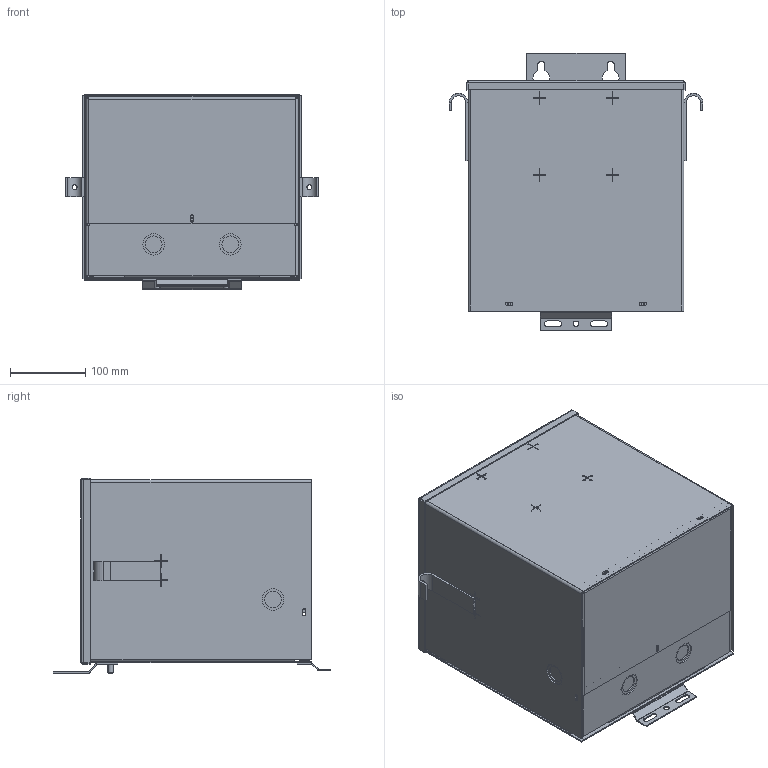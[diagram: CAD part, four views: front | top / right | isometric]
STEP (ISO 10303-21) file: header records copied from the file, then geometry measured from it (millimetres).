
FILE_DESCRIPTION (( 'STEP AP214' ), '1' );
FILE_NAME ('T181221.STEP', '2017-03-01T16:27:51', ( '' ), ( '' ), 'SwSTEP 2.0', 'SolidWorks 2017', '' );
FILE_SCHEMA (( 'AUTOMOTIVE_DESIGN' ));
Length unit declared in the file: inch
Products named in the file (11): B  6-701272-; B  2-113455-; B   -700622-; A   -700716-; C  2-113461-; A  2-1430301; A  1-118040-; B   -701279-; C  2-113461-B; C  2-113461-A; T181221
Assembly tree (12 placements, depth 3):
  T181221
    C  2-113461-
      C  2-113461-A
      C  2-113461-B
      B   -701279-
      A  1-118040-  x2
      A  2-1430301  x2
    A   -700716-
    B   -700622-
    B  2-113455-
    B  6-701272-
Bounding box: 337.06 x 368.96 x 259.64 mm (x, y, z)
Volume: 797334.8 mm3; surface area: 1038180.8 mm2
Topology: 11 solids, 11 shells, 615 faces, 1507 edges, 960 vertices
Faces by surface type: plane 420, cylinder 147, cone 16, bspline 16, sphere 12, torus 4
Entity records: 19027 total; most frequent: CARTESIAN_POINT 4398, DIRECTION 2893, ORIENTED_EDGE 2890, EDGE_CURVE 1445, VECTOR 1109, LINE 1109, VERTEX_POINT 921, AXIS2_PLACEMENT_3D 892
